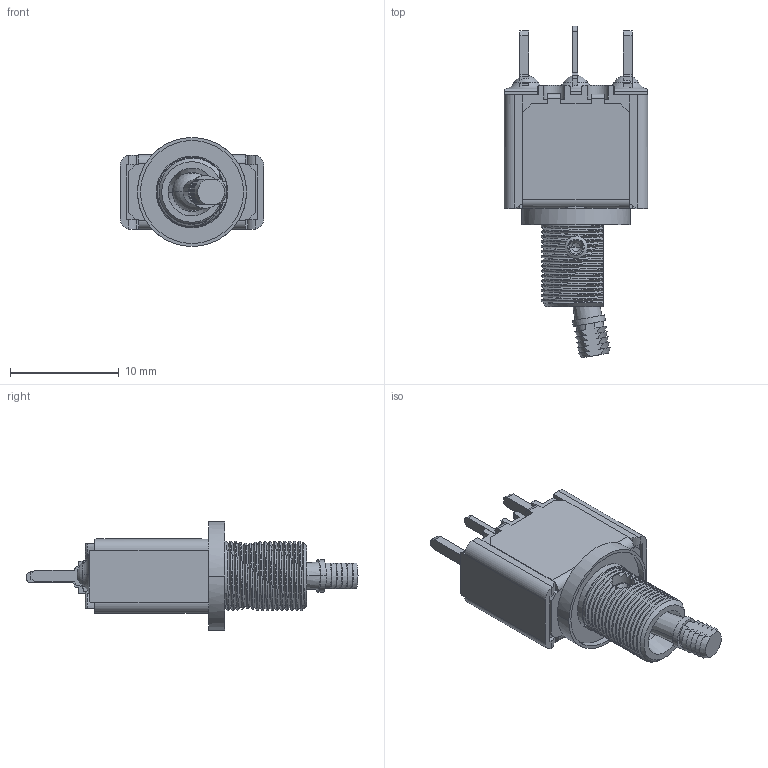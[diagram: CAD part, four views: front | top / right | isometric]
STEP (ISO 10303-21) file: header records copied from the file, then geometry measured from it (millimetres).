
FILE_DESCRIPTION((''),'2;1');
FILE_NAME('5236AB-41X408','2011-03-18T',('francis'),(''),'PRO/ENGINEER BY PARAMETRIC TECHNOLOGY CORPORATION, 2009440','PRO/ENGINEER BY PARAMETRIC TECHNOLOGY CORPORATION, 2009440','');
FILE_SCHEMA(('CONFIG_CONTROL_DESIGN'));
Length unit declared in the file: millimetre
Products named in the file (1): 5236AB-41X408
Bounding box: 13.2 x 30.46 x 10 mm (x, y, z)
Volume: 835.5 mm3; surface area: 2002.9 mm2
Topology: 2 solids, 2 shells, 576 faces, 1594 edges, 1011 vertices
Faces by surface type: plane 326, cylinder 132, bspline 60, cone 26, torus 18, sphere 14
Entity records: 25634 total; most frequent: CARTESIAN_POINT 11623, ORIENTED_EDGE 3184, DIRECTION 2532, EDGE_CURVE 1592, VERTEX_POINT 1011, VECTOR 896, LINE 896, AXIS2_PLACEMENT_3D 818
